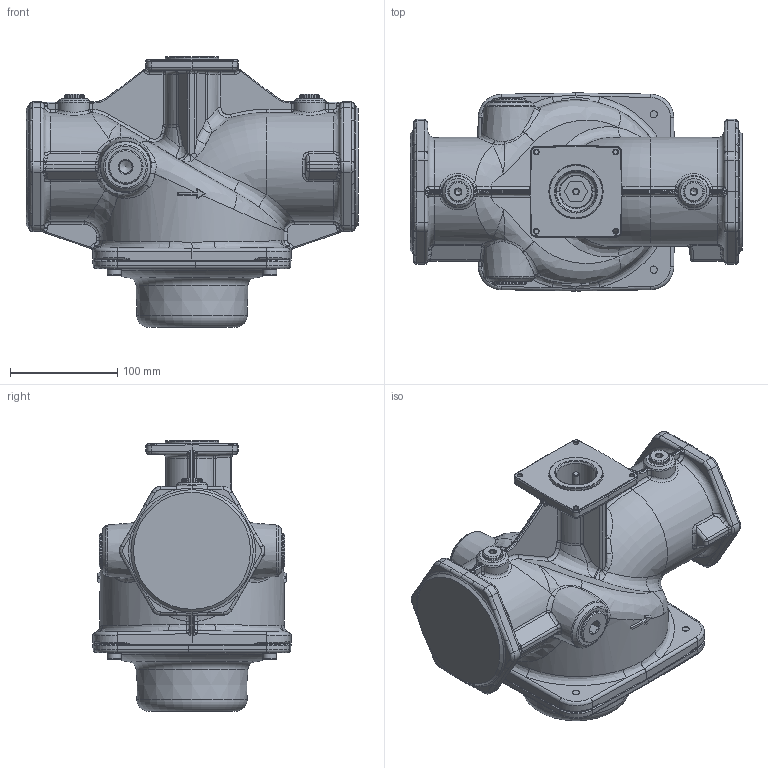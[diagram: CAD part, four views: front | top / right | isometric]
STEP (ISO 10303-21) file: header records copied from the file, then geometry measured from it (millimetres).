
FILE_DESCRIPTION(/* description */ (''),/* implementation_level */ '2;1');
FILE_NAME(/* name */ 'VGG10.804P_A.stp',/* time_stamp */ '2019-03-25T12:26:42+01:00',/* author */ (''),/* organization */ (''),/* preprocessor_version */ 'ST-DEVELOPER v16',/* originating_system */ 'SIEMENS PLM Software NX 10.0',/* authorisation */ '');
FILE_SCHEMA (('AUTOMOTIVE_DESIGN { 1 0 10303 214 3 1 1 1 }'));
Length unit declared in the file: millimetre
Products named in the file (1): gant2770A852x15m
Bounding box: 310 x 185.02 x 253 mm (x, y, z)
Volume: 5016707.3 mm3; surface area: 291893.8 mm2
Topology: 1 solids, 7 shells, 1135 faces, 2647 edges, 1537 vertices
Faces by surface type: bspline 426, plane 283, cylinder 245, cone 110, torus 55, sphere 16
Full cylindrical faces by diameter (mm): 4 x8, 4.2 x4, 6 x3, 6.8 x4, 7.794 x4, 8.4 x4, 11.5 x2, 12 x2, 13 x8, 15.7 x1, 16.5 x1, 16.6 x2, 18.9 x4, 19.5 x2, 23.8 x2, 24.117 x2, 29.3 x2, 30 x1, 32 x4, 32.5 x2, 37 x1, 50 x1, 175.1 x1, 181 x1
Entity records: 39609 total; most frequent: CARTESIAN_POINT 17792, ORIENTED_EDGE 4756, DIRECTION 3886, EDGE_CURVE 2378, AXIS2_PLACEMENT_3D 1641, VERTEX_POINT 1472, EDGE_LOOP 1390, ADVANCED_FACE 1135
